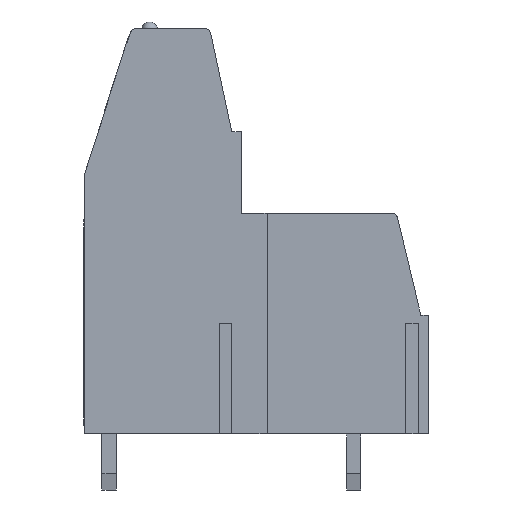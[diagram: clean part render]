
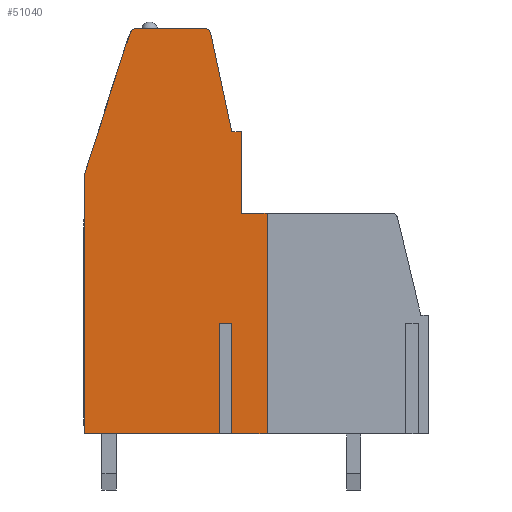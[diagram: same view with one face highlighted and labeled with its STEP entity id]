
A CAD part, left-side view. The second image highlights one B-rep face of the part: STEP entity #51040.
In plain terms, the highlighted face is planar.
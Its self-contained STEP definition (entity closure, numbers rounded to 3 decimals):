
#49510=CARTESIAN_POINT('',(21.703,10.728,22.028))
;
#49520=DIRECTION('',(0.,0.,1.));
#49530=DIRECTION('',(1.,0.,0.));
#49540=AXIS2_PLACEMENT_3D('',#49510,#49520,#49530);
#49550=PLANE('',#49540);
#49560=CARTESIAN_POINT('',(16.638,10.728,22.028))
;
#49570=DIRECTION('',(-0.208,0.978,0.));
#49580=VECTOR('',#49570,1.);
#49590=LINE('',#49560,#49580);
#49600=CARTESIAN_POINT('',(13.965,23.265,22.028));
#49610=VERTEX_POINT('',#49600);
#49620=CARTESIAN_POINT('',(12.658,29.399,22.028))
;
#49630=VERTEX_POINT('',#49620);
#49640=EDGE_CURVE('',#49610,#49630,#49590,.T.);
#49650=ORIENTED_EDGE('',*,*,#49640,.T.);
#49660=CARTESIAN_POINT('',(21.703,23.265,22.028))
;
#49670=DIRECTION('',(-1.,0.,0.));
#49680=VECTOR('',#49670,1.);
#49690=LINE('',#49660,#49680);
#49700=CARTESIAN_POINT('',(14.565,23.265,22.028))
;
#49710=VERTEX_POINT('',#49700);
#49720=EDGE_CURVE('',#49710,#49610,#49690,.T.);
#49730=ORIENTED_EDGE('',*,*,#49720,.T.);
#49740=CARTESIAN_POINT('',(14.565,10.728,22.028))
;
#49750=DIRECTION('',(0.,1.,0.));
#49760=VECTOR('',#49750,1.);
#49770=LINE('',#49740,#49760);
#49780=CARTESIAN_POINT('',(14.565,18.215,22.028))
;
#49790=VERTEX_POINT('',#49780);
#49800=EDGE_CURVE('',#49790,#49710,#49770,.T.);
#49810=ORIENTED_EDGE('',*,*,#49800,.T.);
#49820=CARTESIAN_POINT('',(21.703,18.215,22.028))
;
#49830=DIRECTION('',(-1.,0.,0.));
#49840=VECTOR('',#49830,1.);
#49850=LINE('',#49820,#49840);
#49860=CARTESIAN_POINT('',(16.165,18.215,22.028));
#49870=VERTEX_POINT('',#49860);
#49880=EDGE_CURVE('',#49870,#49790,#49850,.T.);
#49890=ORIENTED_EDGE('',*,*,#49880,.T.);
#49900=CARTESIAN_POINT('',(16.165,10.728,22.028));
#49910=DIRECTION('',(0.,-1.,0.));
#49920=VECTOR('',#49910,1.);
#49930=LINE('',#49900,#49920);
#49940=CARTESIAN_POINT('',(16.165,4.465,22.028));
#49950=VERTEX_POINT('',#49940);
#49960=EDGE_CURVE('',#49870,#49950,#49930,.T.);
#49970=ORIENTED_EDGE('',*,*,#49960,.F.);
#49980=CARTESIAN_POINT('',(21.703,4.465,22.028))
;
#49990=DIRECTION('',(1.,0.,0.));
#50000=VECTOR('',#49990,1.);
#50010=LINE('',#49980,#50000);
#50020=CARTESIAN_POINT('',(13.772,4.465,22.028));
#50030=VERTEX_POINT('',#50020);
#50040=EDGE_CURVE('',#50030,#49950,#50010,.T.);
#50050=ORIENTED_EDGE('',*,*,#50040,.T.);
#50060=CARTESIAN_POINT('',(13.772,10.728,22.028));
#50070=DIRECTION('',(0.,1.,0.));
#50080=VECTOR('',#50070,1.);
#50090=LINE('',#50060,#50080);
#50100=CARTESIAN_POINT('',(13.772,11.365,22.028));
#50110=VERTEX_POINT('',#50100);
#50120=EDGE_CURVE('',#50030,#50110,#50090,.T.);
#50130=ORIENTED_EDGE('',*,*,#50120,.F.);
#50140=CARTESIAN_POINT('',(21.703,11.365,22.028))
;
#50150=DIRECTION('',(1.,0.,0.));
#50160=VECTOR('',#50150,1.);
#50170=LINE('',#50140,#50160);
#50180=CARTESIAN_POINT('',(13.358,11.365,22.028));
#50190=VERTEX_POINT('',#50180);
#50200=EDGE_CURVE('',#50190,#50110,#50170,.T.);
#50210=ORIENTED_EDGE('',*,*,#50200,.T.);
#50220=CARTESIAN_POINT('',(13.358,10.728,22.028));
#50230=DIRECTION('',(0.,-1.,0.));
#50240=VECTOR('',#50230,1.);
#50250=LINE('',#50220,#50240);
#50260=CARTESIAN_POINT('',(13.358,4.465,22.028));
#50270=VERTEX_POINT('',#50260);
#50280=EDGE_CURVE('',#50190,#50270,#50250,.T.);
#50290=ORIENTED_EDGE('',*,*,#50280,.F.);
#50300=CARTESIAN_POINT('',(4.765,4.465,22.028))
;
#50310=VERTEX_POINT('',#50300);
#50320=EDGE_CURVE('',#50310,#50270,#50010,.T.);
#50330=ORIENTED_EDGE('',*,*,#50320,.T.);
#50340=CARTESIAN_POINT('',(4.765,10.728,22.028))
;
#50350=DIRECTION('',(0.,1.,0.));
#50360=VECTOR('',#50350,1.);
#50370=LINE('',#50340,#50360);
#50380=CARTESIAN_POINT('',(4.765,20.559,22.028))
;
#50390=VERTEX_POINT('',#50380);
#50400=EDGE_CURVE('',#50310,#50390,#50370,.T.);
#50410=ORIENTED_EDGE('',*,*,#50400,.F.);
#50420=CARTESIAN_POINT('',(1.571,10.728,22.028))
;
#50430=DIRECTION('',(0.309,0.951,0.));
#50440=VECTOR('',#50430,1.);
#50450=LINE('',#50420,#50440);
#50460=CARTESIAN_POINT('',(6.226,25.054,22.028))
;
#50470=VERTEX_POINT('',#50460);
#50480=EDGE_CURVE('',#50390,#50470,#50450,.T.);
#50490=ORIENTED_EDGE('',*,*,#50480,.F.);
#50500=CARTESIAN_POINT('',(6.226,25.054,22.028))
;
#50510=DIRECTION('',(-0.951,0.309,
0.));
#50520=VECTOR('',#50510,1.);
#50530=LINE('',#50500,#50520);
#50540=CARTESIAN_POINT('',(6.197,25.063,22.028))
;
#50550=VERTEX_POINT('',#50540);
#50560=EDGE_CURVE('',#50470,#50550,#50530,.T.);
#50570=ORIENTED_EDGE('',*,*,#50560,.F.);
#50580=CARTESIAN_POINT('',(7.591,29.353,22.028))
;
#50590=DIRECTION('',(-0.309,-0.951,
0.));
#50600=VECTOR('',#50590,1.);
#50610=LINE('',#50580,#50600);
#50620=CARTESIAN_POINT('',(7.436,28.878,22.028))
;
#50630=VERTEX_POINT('',#50620);
#50640=EDGE_CURVE('',#50630,#50550,#50610,.T.);
#50650=ORIENTED_EDGE('',*,*,#50640,.T.);
#50660=CARTESIAN_POINT('',(7.465,28.868,22.028))
;
#50670=DIRECTION('',(-0.951,0.309,
0.));
#50680=VECTOR('',#50670,1.);
#50690=LINE('',#50660,#50680);
#50700=CARTESIAN_POINT('',(7.465,28.868,22.028));
#50710=VERTEX_POINT('',#50700);
#50720=EDGE_CURVE('',#50710,#50630,#50690,.T.);
#50730=ORIENTED_EDGE('',*,*,#50720,.T.);
#50740=CARTESIAN_POINT('',(7.65,29.439,22.028))
;
#50750=VERTEX_POINT('',#50740);
#50760=EDGE_CURVE('',#50710,#50750,#50450,.T.);
#50770=ORIENTED_EDGE('',*,*,#50760,.F.);
#50780=CARTESIAN_POINT('',(8.031,29.315,22.028))
;
#50790=DIRECTION('',(0.,0.,1.));
#50800=DIRECTION('',(1.,0.,0.));
#50810=AXIS2_PLACEMENT_3D('',#50780,#50790,#50800);
#50820=CIRCLE('',#50810,0.4);
#50830=CARTESIAN_POINT('',(8.031,29.715,22.028))
;
#50840=VERTEX_POINT('',#50830);
#50850=EDGE_CURVE('',#50840,#50750,#50820,.T.);
#50860=ORIENTED_EDGE('',*,*,#50850,.T.);
#50870=CARTESIAN_POINT('',(21.703,29.715,22.028))
;
#50880=DIRECTION('',(1.,0.,0.));
#50890=VECTOR('',#50880,1.);
#50900=LINE('',#50870,#50890);
#50910=CARTESIAN_POINT('',(12.266,29.715,22.028))
;
#50920=VERTEX_POINT('',#50910);
#50930=EDGE_CURVE('',#50840,#50920,#50900,.T.);
#50940=ORIENTED_EDGE('',*,*,#50930,.F.);
#50950=CARTESIAN_POINT('',(12.266,29.315,22.028))
;
#50960=DIRECTION('',(0.,0.,-1.));
#50970=DIRECTION('',(-1.,0.,0.));
#50980=AXIS2_PLACEMENT_3D('',#50950,#50960,#50970);
#50990=CIRCLE('',#50980,0.4);
#51000=EDGE_CURVE('',#50920,#49630,#50990,.T.);
#51010=ORIENTED_EDGE('',*,*,#51000,.F.);
#51020=EDGE_LOOP('',(#51010,#50940,#50860,#50770,#50730,#50650,#50570,
#50490,#50410,#50330,#50290,#50210,#50130,#50050,#49970,#49890,#49810,
#49730,#49650));
#51030=FACE_OUTER_BOUND('',#51020,.T.);
#51040=ADVANCED_FACE('',(#51030),#49550,.T.);
